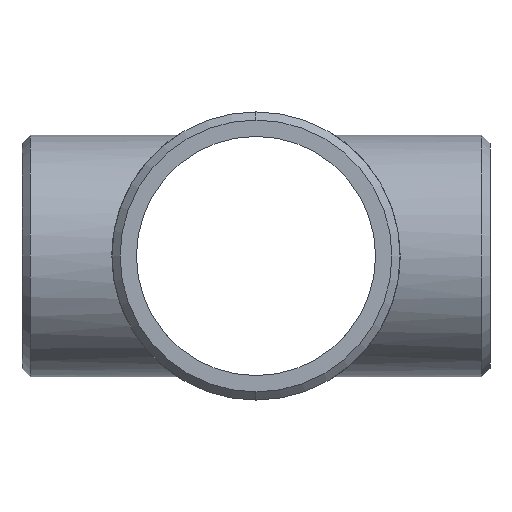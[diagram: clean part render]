
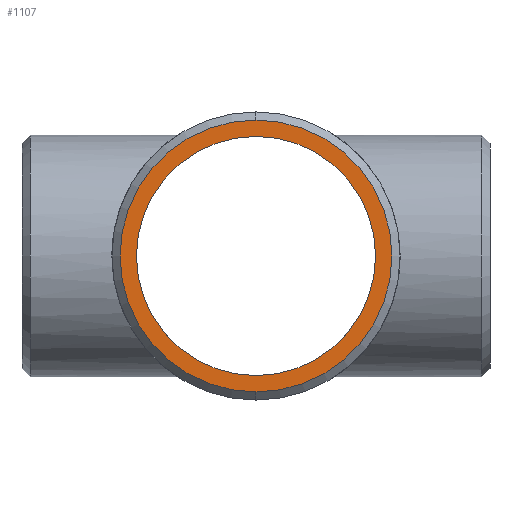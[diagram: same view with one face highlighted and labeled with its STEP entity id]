
A CAD part, left-side view. The second image highlights one B-rep face of the part: STEP entity #1107.
In plain terms, the highlighted planar face has unit normal (-1, 0, 0).
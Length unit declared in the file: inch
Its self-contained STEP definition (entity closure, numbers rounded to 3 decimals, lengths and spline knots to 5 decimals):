
#52 = VERTEX_POINT ( 'NONE', #429 ) ;
#77 = DIRECTION ( 'NONE',  ( 0., 0., 1. ) ) ;
#122 = DIRECTION ( 'NONE',  ( 0., 0., 1. ) ) ;
#161 = DIRECTION ( 'NONE',  ( 1., 0., 0. ) ) ;
#179 = DIRECTION ( 'NONE',  ( 0., 0., 1. ) ) ;
#186 = FACE_BOUND ( 'NONE', #343, .T. ) ;
#214 = VERTEX_POINT ( 'NONE', #884 ) ;
#223 = ORIENTED_EDGE ( 'NONE', *, *, #241, .T. ) ;
#229 = ORIENTED_EDGE ( 'NONE', *, *, #1212, .T. ) ;
#241 = EDGE_CURVE ( 'NONE', #214, #1109, #978, .T. ) ;
#246 = AXIS2_PLACEMENT_3D ( 'NONE', #641, #544, #77 ) ;
#264 = EDGE_CURVE ( 'NONE', #1109, #214, #1374, .T. ) ;
#343 = EDGE_LOOP ( 'NONE', ( #229, #1021 ) ) ;
#396 = CIRCLE ( 'NONE', #1083, 2.7505 ) ;
#405 = CARTESIAN_POINT ( 'NONE',  ( -5.62, 0., 0. ) ) ;
#429 = CARTESIAN_POINT ( 'NONE',  ( -5.62, 0., -2.7505 ) ) ;
#463 = CIRCLE ( 'NONE', #537, 2.7505 ) ;
#472 = DIRECTION ( 'NONE',  ( 1., 0., 0. ) ) ;
#521 = PLANE ( 'NONE',  #1149 ) ;
#537 = AXIS2_PLACEMENT_3D ( 'NONE', #1172, #161, #179 ) ;
#544 = DIRECTION ( 'NONE',  ( -1., 0., 0. ) ) ;
#557 = CARTESIAN_POINT ( 'NONE',  ( -5.62, 0., 0. ) ) ;
#575 = VERTEX_POINT ( 'NONE', #771 ) ;
#593 = ORIENTED_EDGE ( 'NONE', *, *, #264, .T. ) ;
#641 = CARTESIAN_POINT ( 'NONE',  ( -5.62, 0., 0. ) ) ;
#672 = CARTESIAN_POINT ( 'NONE',  ( -5.62, 0., 0. ) ) ;
#732 = FACE_OUTER_BOUND ( 'NONE', #1456, .T. ) ;
#755 = DIRECTION ( 'NONE',  ( -1., 0., 0. ) ) ;
#771 = CARTESIAN_POINT ( 'NONE',  ( -5.62, 0., 2.7505 ) ) ;
#856 = DIRECTION ( 'NONE',  ( -1., 0., 0. ) ) ;
#884 = CARTESIAN_POINT ( 'NONE',  ( -5.62, 0., 3.12517 ) ) ;
#962 = CARTESIAN_POINT ( 'NONE',  ( -5.62, 0., -3.12517 ) ) ;
#978 = CIRCLE ( 'NONE', #1398, 3.12517 ) ;
#1021 = ORIENTED_EDGE ( 'NONE', *, *, #1027, .T. ) ;
#1027 = EDGE_CURVE ( 'NONE', #52, #575, #396, .T. ) ;
#1083 = AXIS2_PLACEMENT_3D ( 'NONE', #672, #472, #122 ) ;
#1107 = ADVANCED_FACE ( 'NONE', ( #732, #186 ), #521, .T. ) ;
#1109 = VERTEX_POINT ( 'NONE', #962 ) ;
#1149 = AXIS2_PLACEMENT_3D ( 'NONE', #405, #856, #1192 ) ;
#1172 = CARTESIAN_POINT ( 'NONE',  ( -5.62, 0., 0. ) ) ;
#1192 = DIRECTION ( 'NONE',  ( 0., 0., -1. ) ) ;
#1207 = DIRECTION ( 'NONE',  ( 0., 0., 1. ) ) ;
#1212 = EDGE_CURVE ( 'NONE', #575, #52, #463, .T. ) ;
#1374 = CIRCLE ( 'NONE', #246, 3.12517 ) ;
#1398 = AXIS2_PLACEMENT_3D ( 'NONE', #557, #755, #1207 ) ;
#1456 = EDGE_LOOP ( 'NONE', ( #593, #223 ) ) ;
